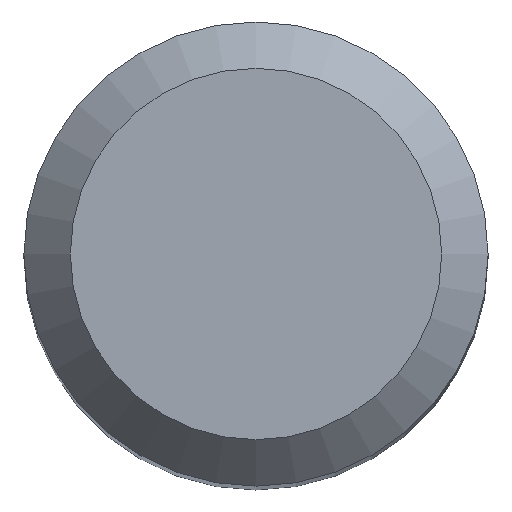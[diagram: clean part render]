
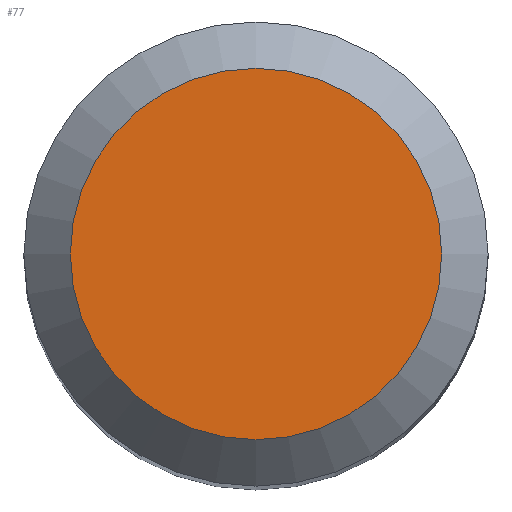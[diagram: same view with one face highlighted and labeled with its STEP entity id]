
A CAD part, top view. The second image highlights one B-rep face of the part: STEP entity #77.
In plain terms, the highlighted planar face has unit normal (0, 0, 1).
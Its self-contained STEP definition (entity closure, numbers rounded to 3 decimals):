
#6 = CARTESIAN_POINT ( 'NONE',  ( 0., 0., 79. ) ) ;
#18 = CARTESIAN_POINT ( 'NONE',  ( 0., 3.2, 79. ) ) ;
#64 = DIRECTION ( 'NONE',  ( 0., 1., 0. ) ) ;
#77 = ADVANCED_FACE ( 'NONE', ( #97 ), #192, .F. ) ;
#83 = DIRECTION ( 'NONE',  ( 0., 1., 0. ) ) ;
#97 = FACE_OUTER_BOUND ( 'NONE', #176, .T. ) ;
#101 = EDGE_CURVE ( 'NONE', #218, #218, #220, .T. ) ;
#117 = AXIS2_PLACEMENT_3D ( 'NONE', #6, #122, #83 ) ;
#122 = DIRECTION ( 'NONE',  ( 0., 0., -1. ) ) ;
#170 = ORIENTED_EDGE ( 'NONE', *, *, #101, .F. ) ;
#171 = AXIS2_PLACEMENT_3D ( 'NONE', #174, #175, #64 ) ;
#174 = CARTESIAN_POINT ( 'NONE',  ( 0., 0., 79. ) ) ;
#175 = DIRECTION ( 'NONE',  ( 0., 0., -1. ) ) ;
#176 = EDGE_LOOP ( 'NONE', ( #170 ) ) ;
#192 = PLANE ( 'NONE',  #171 ) ;
#218 = VERTEX_POINT ( 'NONE', #18 ) ;
#220 = CIRCLE ( 'NONE', #117, 3.2 ) ;
